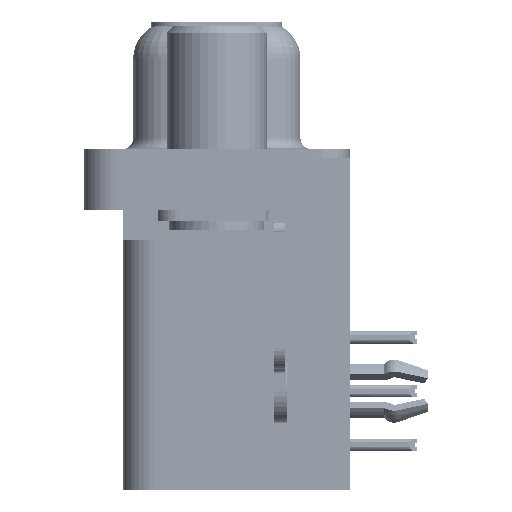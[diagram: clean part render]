
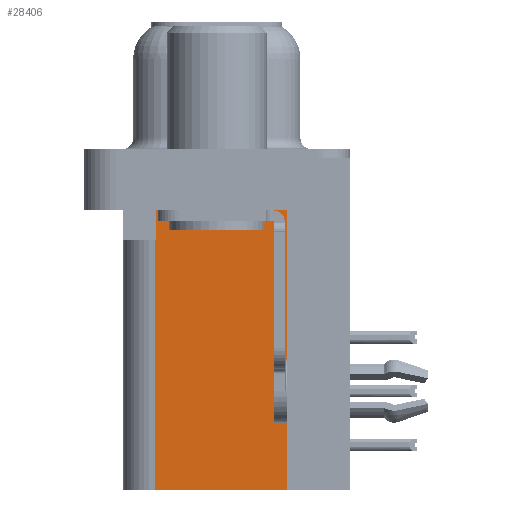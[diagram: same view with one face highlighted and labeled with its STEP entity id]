
A CAD part, left-side view. The second image highlights one B-rep face of the part: STEP entity #28406.
In plain terms, the highlighted planar face has unit normal (-1, 0, 0).
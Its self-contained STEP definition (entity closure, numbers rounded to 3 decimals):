
#1338 = CARTESIAN_POINT ( 'NONE',  ( 3.79, 2.895, -3.9 ) ) ;
#1932 = ORIENTED_EDGE ( 'NONE', *, *, #42175, .F. ) ;
#2064 = ORIENTED_EDGE ( 'NONE', *, *, #19419, .T. ) ;
#3141 = VERTEX_POINT ( 'NONE', #54533 ) ;
#3538 = ORIENTED_EDGE ( 'NONE', *, *, #44966, .T. ) ;
#4853 = EDGE_LOOP ( 'NONE', ( #54589, #2064, #35945, #9866, #1932, #3538 ) ) ;
#6203 = FACE_OUTER_BOUND ( 'NONE', #4853, .T. ) ;
#6761 = VERTEX_POINT ( 'NONE', #24567 ) ;
#9178 = CARTESIAN_POINT ( 'NONE',  ( 3.79, -3.295, -2.5 ) ) ;
#9866 = ORIENTED_EDGE ( 'NONE', *, *, #51518, .F. ) ;
#10844 = EDGE_CURVE ( 'NONE', #31620, #46820, #51968, .T. ) ;
#11015 = PLANE ( 'NONE',  #51168 ) ;
#14118 = CARTESIAN_POINT ( 'NONE',  ( 3.79, 2.925, -3.9 ) ) ;
#14470 = DIRECTION ( 'NONE',  ( 0., 0., -1. ) ) ;
#16785 = LINE ( 'NONE', #51746, #16996 ) ;
#16996 = VECTOR ( 'NONE', #31084, 1000. ) ;
#19419 = EDGE_CURVE ( 'NONE', #46820, #6761, #38947, .T. ) ;
#19496 = DIRECTION ( 'NONE',  ( 0., 0., -1. ) ) ;
#22064 = CARTESIAN_POINT ( 'NONE',  ( 3.79, -3.295, -15.7 ) ) ;
#23359 = CARTESIAN_POINT ( 'NONE',  ( 3.79, -3.295, -15.7 ) ) ;
#24120 = CARTESIAN_POINT ( 'NONE',  ( 3.79, 2.895, -2.5 ) ) ;
#24567 = CARTESIAN_POINT ( 'NONE',  ( 3.79, 2.895, -3.9 ) ) ;
#24839 = EDGE_CURVE ( 'NONE', #6761, #27188, #53396, .T. ) ;
#25323 = LINE ( 'NONE', #27114, #25383 ) ;
#25383 = VECTOR ( 'NONE', #44048, 1000. ) ;
#27114 = CARTESIAN_POINT ( 'NONE',  ( 3.79, 2.925, -15.7 ) ) ;
#27188 = VERTEX_POINT ( 'NONE', #14118 ) ;
#28009 = CARTESIAN_POINT ( 'NONE',  ( 3.79, -3.295, -15.7 ) ) ;
#28406 = ADVANCED_FACE ( 'NONE', ( #6203 ), #11015, .F. ) ;
#30518 = DIRECTION ( 'NONE',  ( 0., 1., 0. ) ) ;
#31084 = DIRECTION ( 'NONE',  ( 0., 0., 1. ) ) ;
#31620 = VERTEX_POINT ( 'NONE', #41481 ) ;
#32580 = VERTEX_POINT ( 'NONE', #23359 ) ;
#33183 = CARTESIAN_POINT ( 'NONE',  ( 3.79, 0., -3.9 ) ) ;
#35945 = ORIENTED_EDGE ( 'NONE', *, *, #24839, .T. ) ;
#38742 = VECTOR ( 'NONE', #14470, 1000. ) ;
#38947 = LINE ( 'NONE', #1338, #38742 ) ;
#39005 = DIRECTION ( 'NONE',  ( 0., 1., 0. ) ) ;
#41481 = CARTESIAN_POINT ( 'NONE',  ( 3.79, -3.295, -2.5 ) ) ;
#41910 = LINE ( 'NONE', #22064, #42023 ) ;
#42023 = VECTOR ( 'NONE', #39005, 1000. ) ;
#42175 = EDGE_CURVE ( 'NONE', #32580, #3141, #41910, .T. ) ;
#44048 = DIRECTION ( 'NONE',  ( 0., 0., 1. ) ) ;
#44875 = DIRECTION ( 'NONE',  ( 1., 0., 0. ) ) ;
#44966 = EDGE_CURVE ( 'NONE', #32580, #31620, #16785, .T. ) ;
#46820 = VERTEX_POINT ( 'NONE', #24120 ) ;
#49993 = DIRECTION ( 'NONE',  ( 0., 1., 0. ) ) ;
#51168 = AXIS2_PLACEMENT_3D ( 'NONE', #28009, #44875, #19496 ) ;
#51518 = EDGE_CURVE ( 'NONE', #3141, #27188, #25323, .T. ) ;
#51746 = CARTESIAN_POINT ( 'NONE',  ( 3.79, -3.295, -15.7 ) ) ;
#51968 = LINE ( 'NONE', #9178, #52127 ) ;
#52127 = VECTOR ( 'NONE', #30518, 1000. ) ;
#53183 = VECTOR ( 'NONE', #49993, 1000. ) ;
#53396 = LINE ( 'NONE', #33183, #53183 ) ;
#54533 = CARTESIAN_POINT ( 'NONE',  ( 3.79, 2.925, -15.7 ) ) ;
#54589 = ORIENTED_EDGE ( 'NONE', *, *, #10844, .T. ) ;
